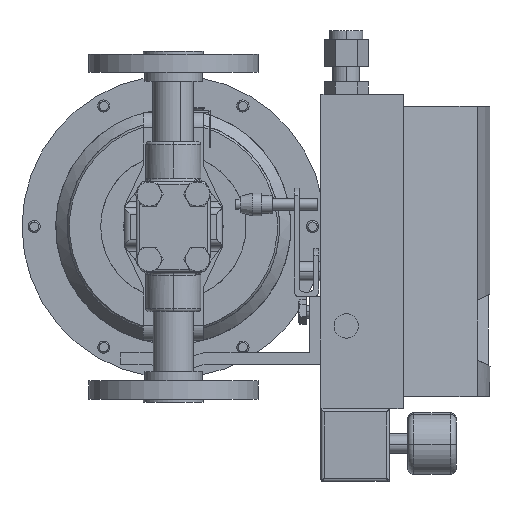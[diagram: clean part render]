
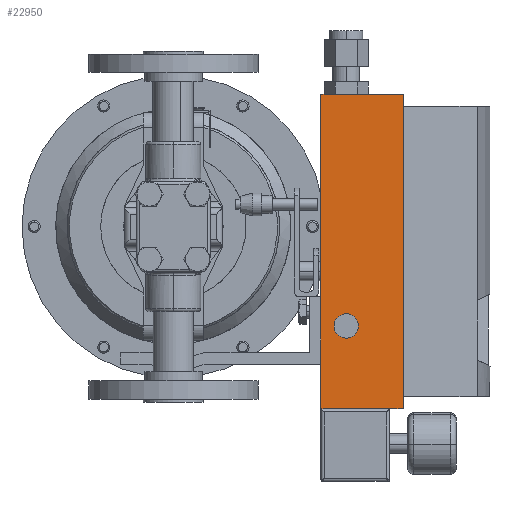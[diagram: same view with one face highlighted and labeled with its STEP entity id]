
A CAD part, front view. The second image highlights one B-rep face of the part: STEP entity #22950.
In plain terms, the highlighted planar face has unit normal (0, -1, 0).
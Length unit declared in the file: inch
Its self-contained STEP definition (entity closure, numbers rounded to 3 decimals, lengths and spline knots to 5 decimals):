
#293 = CARTESIAN_POINT ( 'NONE',  ( 5.05549, 7.96455, 8.70156 ) ) ;
#329 = ORIENTED_EDGE ( 'NONE', *, *, #1402, .F. ) ;
#891 = EDGE_LOOP ( 'NONE', ( #31371, #1410 ) ) ;
#962 = CARTESIAN_POINT ( 'NONE',  ( 5.57657, 7.96455, 3.9133 ) ) ;
#1402 = EDGE_CURVE ( 'NONE', #11717, #32434, #11967, .T. ) ;
#1410 = ORIENTED_EDGE ( 'NONE', *, *, #33859, .F. ) ;
#1562 = EDGE_CURVE ( 'NONE', #16156, #32434, #16943, .T. ) ;
#1598 = VECTOR ( 'NONE', #2294, 39.37008 ) ;
#2294 = DIRECTION ( 'NONE',  ( 1., 0., 0. ) ) ;
#2956 = ORIENTED_EDGE ( 'NONE', *, *, #3643, .F. ) ;
#3089 = LINE ( 'NONE', #11603, #10899 ) ;
#3446 = LINE ( 'NONE', #293, #18053 ) ;
#3643 = EDGE_CURVE ( 'NONE', #15287, #11717, #4061, .T. ) ;
#3723 = CARTESIAN_POINT ( 'NONE',  ( 5.05549, 7.96455, 2.45156 ) ) ;
#3776 = DIRECTION ( 'NONE',  ( -1., 0., 0. ) ) ;
#4061 = LINE ( 'NONE', #17399, #18693 ) ;
#4148 = CARTESIAN_POINT ( 'NONE',  ( 5.05549, 7.96455, 8.70156 ) ) ;
#5237 = DIRECTION ( 'NONE',  ( 0., 0., -1. ) ) ;
#7065 = CARTESIAN_POINT ( 'NONE',  ( 5.05549, 7.96455, 3.12156 ) ) ;
#7240 = LINE ( 'NONE', #20721, #14074 ) ;
#8372 = LINE ( 'NONE', #16734, #1598 ) ;
#9245 = VECTOR ( 'NONE', #33306, 39.37008 ) ;
#9374 = CARTESIAN_POINT ( 'NONE',  ( 6.75546, 7.96455, 2.45156 ) ) ;
#9580 = CIRCLE ( 'NONE', #26213, 0.25157 ) ;
#10231 = ORIENTED_EDGE ( 'NONE', *, *, #22637, .T. ) ;
#10398 = VERTEX_POINT ( 'NONE', #4148 ) ;
#10899 = VECTOR ( 'NONE', #11840, 39.37008 ) ;
#11603 = CARTESIAN_POINT ( 'NONE',  ( 5.05549, 7.96455, 2.45156 ) ) ;
#11717 = VERTEX_POINT ( 'NONE', #27495 ) ;
#11840 = DIRECTION ( 'NONE',  ( 0., 0., -1. ) ) ;
#11967 = LINE ( 'NONE', #9374, #13783 ) ;
#12102 = EDGE_CURVE ( 'NONE', #18982, #35467, #7240, .T. ) ;
#12675 = DIRECTION ( 'NONE',  ( 0., 1., 0. ) ) ;
#12978 = CARTESIAN_POINT ( 'NONE',  ( 6.75546, 7.96455, 8.70156 ) ) ;
#13497 = ORIENTED_EDGE ( 'NONE', *, *, #14638, .T. ) ;
#13783 = VECTOR ( 'NONE', #31313, 39.37008 ) ;
#14074 = VECTOR ( 'NONE', #23676, 39.37008 ) ;
#14510 = CIRCLE ( 'NONE', #37797, 0.25157 ) ;
#14638 = EDGE_CURVE ( 'NONE', #10398, #37384, #3089, .T. ) ;
#15287 = VERTEX_POINT ( 'NONE', #30453 ) ;
#15471 = DIRECTION ( 'NONE',  ( 0., -1., 0. ) ) ;
#15851 = CARTESIAN_POINT ( 'NONE',  ( 6.75546, 7.96455, 8.70156 ) ) ;
#16156 = VERTEX_POINT ( 'NONE', #26929 ) ;
#16734 = CARTESIAN_POINT ( 'NONE',  ( 8.0615, 7.96455, 2.20156 ) ) ;
#16943 = LINE ( 'NONE', #23488, #9245 ) ;
#17399 = CARTESIAN_POINT ( 'NONE',  ( 6.75546, 7.96455, 8.45156 ) ) ;
#18053 = VECTOR ( 'NONE', #23626, 39.37008 ) ;
#18118 = ORIENTED_EDGE ( 'NONE', *, *, #12102, .T. ) ;
#18693 = VECTOR ( 'NONE', #29555, 39.37008 ) ;
#18982 = VERTEX_POINT ( 'NONE', #7065 ) ;
#19711 = EDGE_CURVE ( 'NONE', #20196, #36988, #14510, .T. ) ;
#20196 = VERTEX_POINT ( 'NONE', #31997 ) ;
#20721 = CARTESIAN_POINT ( 'NONE',  ( 5.05549, 7.96455, 2.45156 ) ) ;
#20890 = VECTOR ( 'NONE', #5237, 39.37008 ) ;
#21256 = AXIS2_PLACEMENT_3D ( 'NONE', #3723, #12675, #33450 ) ;
#21365 = DIRECTION ( 'NONE',  ( 0., -1., 0. ) ) ;
#22391 = VERTEX_POINT ( 'NONE', #15851 ) ;
#22637 = EDGE_CURVE ( 'NONE', #37384, #18982, #28800, .T. ) ;
#22780 = EDGE_CURVE ( 'NONE', #10398, #22391, #3446, .T. ) ;
#22874 = CARTESIAN_POINT ( 'NONE',  ( 5.05549, 7.96455, 2.45156 ) ) ;
#22950 = ADVANCED_FACE ( 'NONE', ( #25023, #36170 ), #30449, .F. ) ;
#23388 = ORIENTED_EDGE ( 'NONE', *, *, #1562, .T. ) ;
#23488 = CARTESIAN_POINT ( 'NONE',  ( 5.05549, 7.96455, 2.20156 ) ) ;
#23626 = DIRECTION ( 'NONE',  ( 1., 0., 0. ) ) ;
#23676 = DIRECTION ( 'NONE',  ( 0., 0., -1. ) ) ;
#24096 = EDGE_CURVE ( 'NONE', #22391, #15287, #32956, .T. ) ;
#24394 = ORIENTED_EDGE ( 'NONE', *, *, #22780, .F. ) ;
#24743 = EDGE_CURVE ( 'NONE', #35467, #16156, #8372, .T. ) ;
#24798 = CARTESIAN_POINT ( 'NONE',  ( 5.05549, 7.96455, 2.20156 ) ) ;
#25023 = FACE_OUTER_BOUND ( 'NONE', #30879, .T. ) ;
#25723 = CARTESIAN_POINT ( 'NONE',  ( 5.82814, 7.96455, 3.9133 ) ) ;
#26213 = AXIS2_PLACEMENT_3D ( 'NONE', #33354, #15471, #36228 ) ;
#26929 = CARTESIAN_POINT ( 'NONE',  ( 6.47289, 7.96455, 2.20156 ) ) ;
#27495 = CARTESIAN_POINT ( 'NONE',  ( 6.75546, 7.96455, 2.45156 ) ) ;
#28800 = LINE ( 'NONE', #22874, #20890 ) ;
#29555 = DIRECTION ( 'NONE',  ( 0., 0., -1. ) ) ;
#30075 = CARTESIAN_POINT ( 'NONE',  ( 6.75546, 7.96455, 2.20156 ) ) ;
#30449 = PLANE ( 'NONE',  #21256 ) ;
#30453 = CARTESIAN_POINT ( 'NONE',  ( 6.75546, 7.96455, 8.45156 ) ) ;
#30879 = EDGE_LOOP ( 'NONE', ( #31652, #23388, #329, #2956, #34190, #24394, #13497, #10231, #18118 ) ) ;
#31068 = VECTOR ( 'NONE', #38016, 39.37008 ) ;
#31313 = DIRECTION ( 'NONE',  ( 0., 0., -1. ) ) ;
#31371 = ORIENTED_EDGE ( 'NONE', *, *, #19711, .F. ) ;
#31652 = ORIENTED_EDGE ( 'NONE', *, *, #24743, .T. ) ;
#31997 = CARTESIAN_POINT ( 'NONE',  ( 5.32499, 7.96455, 3.9133 ) ) ;
#32434 = VERTEX_POINT ( 'NONE', #30075 ) ;
#32956 = LINE ( 'NONE', #12978, #31068 ) ;
#33306 = DIRECTION ( 'NONE',  ( 1., 0., 0. ) ) ;
#33354 = CARTESIAN_POINT ( 'NONE',  ( 5.57657, 7.96455, 3.9133 ) ) ;
#33450 = DIRECTION ( 'NONE',  ( -1., 0., 0. ) ) ;
#33621 = CARTESIAN_POINT ( 'NONE',  ( 5.05549, 7.96455, 4.52156 ) ) ;
#33859 = EDGE_CURVE ( 'NONE', #36988, #20196, #9580, .T. ) ;
#34190 = ORIENTED_EDGE ( 'NONE', *, *, #24096, .F. ) ;
#35467 = VERTEX_POINT ( 'NONE', #24798 ) ;
#36170 = FACE_BOUND ( 'NONE', #891, .T. ) ;
#36228 = DIRECTION ( 'NONE',  ( -1., 0., 0. ) ) ;
#36988 = VERTEX_POINT ( 'NONE', #25723 ) ;
#37384 = VERTEX_POINT ( 'NONE', #33621 ) ;
#37797 = AXIS2_PLACEMENT_3D ( 'NONE', #962, #21365, #3776 ) ;
#38016 = DIRECTION ( 'NONE',  ( 0., 0., -1. ) ) ;
